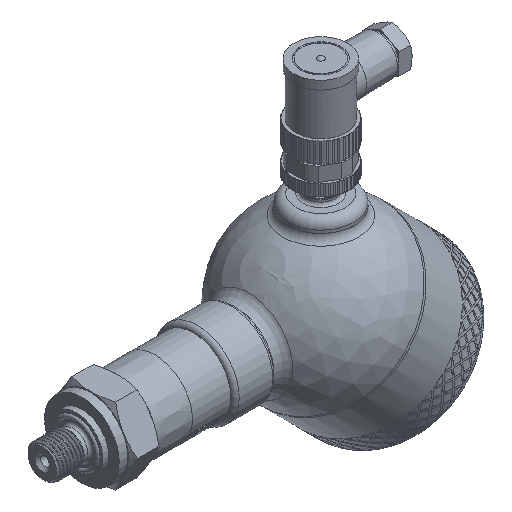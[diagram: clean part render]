
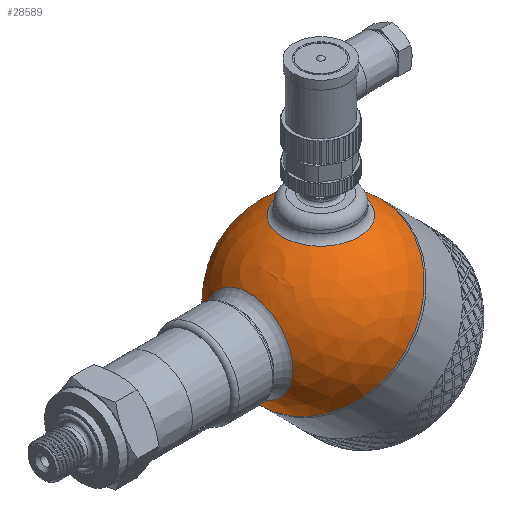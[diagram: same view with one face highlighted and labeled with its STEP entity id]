
A CAD part, isometric view. The second image highlights one B-rep face of the part: STEP entity #28589.
In plain terms, the highlighted spherical face has radius 30 mm.
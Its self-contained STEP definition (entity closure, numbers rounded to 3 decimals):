
#45=SPHERICAL_SURFACE('',#30342,30.);
#1086=FACE_BOUND('',#3837,.T.);
#1087=FACE_BOUND('',#3838,.T.);
#2011=FACE_OUTER_BOUND('',#3836,.T.);
#3836=EDGE_LOOP('',(#20452,#20453,#20454,#20455));
#3837=EDGE_LOOP('',(#20456));
#3838=EDGE_LOOP('',(#20457));
#5567=CIRCLE('',#30264,30.);
#5568=CIRCLE('',#30265,30.);
#5595=CIRCLE('',#30338,13.5);
#5598=CIRCLE('',#30343,30.);
#5599=CIRCLE('',#30344,15.643);
#11119=VERTEX_POINT('',#39084);
#11120=VERTEX_POINT('',#39086);
#11619=VERTEX_POINT('',#45473);
#11621=VERTEX_POINT('',#45480);
#11622=VERTEX_POINT('',#45482);
#14202=EDGE_CURVE('',#11119,#11120,#5567,.T.);
#14203=EDGE_CURVE('',#11120,#11119,#5568,.T.);
#14954=EDGE_CURVE('',#11619,#11619,#5595,.T.);
#14957=EDGE_CURVE('',#11120,#11621,#5598,.T.);
#14958=EDGE_CURVE('',#11622,#11622,#5599,.T.);
#20452=ORIENTED_EDGE('',*,*,#14203,.F.);
#20453=ORIENTED_EDGE('',*,*,#14957,.T.);
#20454=ORIENTED_EDGE('',*,*,#14957,.F.);
#20455=ORIENTED_EDGE('',*,*,#14202,.F.);
#20456=ORIENTED_EDGE('',*,*,#14958,.F.);
#20457=ORIENTED_EDGE('',*,*,#14954,.F.);
#28589=ADVANCED_FACE('',(#2011,#1086,#1087),#45,.T.);
#30264=AXIS2_PLACEMENT_3D('',#39087,#32166,#32167);
#30265=AXIS2_PLACEMENT_3D('',#39088,#32168,#32169);
#30338=AXIS2_PLACEMENT_3D('',#45474,#32578,#32579);
#30342=AXIS2_PLACEMENT_3D('',#45479,#32586,#32587);
#30343=AXIS2_PLACEMENT_3D('',#45481,#32588,#32589);
#30344=AXIS2_PLACEMENT_3D('',#45483,#32590,#32591);
#32166=DIRECTION('center_axis',(1.,0.,0.));
#32167=DIRECTION('ref_axis',(0.,1.,0.));
#32168=DIRECTION('center_axis',(1.,0.,0.));
#32169=DIRECTION('ref_axis',(0.,1.,0.));
#32578=DIRECTION('center_axis',(-0.707,0.,-0.707));
#32579=DIRECTION('ref_axis',(-0.707,0.,0.707));
#32586=DIRECTION('center_axis',(1.,0.,0.));
#32587=DIRECTION('ref_axis',(0.,-1.,0.));
#32588=DIRECTION('center_axis',(0.,0.,1.));
#32589=DIRECTION('ref_axis',(0.,1.,0.));
#32590=DIRECTION('center_axis',(-0.707,0.,0.707));
#32591=DIRECTION('ref_axis',(0.707,0.,0.707));
#39084=CARTESIAN_POINT('',(0.,-30.,0.));
#39086=CARTESIAN_POINT('',(0.,30.,0.));
#39087=CARTESIAN_POINT('Origin',(0.,0.,0.));
#39088=CARTESIAN_POINT('Origin',(0.,0.,0.));
#45473=CARTESIAN_POINT('',(-9.398,0.,-28.49));
#45474=CARTESIAN_POINT('Origin',(-18.944,0.,-18.944));
#45479=CARTESIAN_POINT('Origin',(0.,0.,0.));
#45480=CARTESIAN_POINT('',(-30.,0.,0.));
#45481=CARTESIAN_POINT('Origin',(0.,0.,0.));
#45482=CARTESIAN_POINT('',(-29.162,0.,7.04));
#45483=CARTESIAN_POINT('Origin',(-18.101,0.,18.101));
